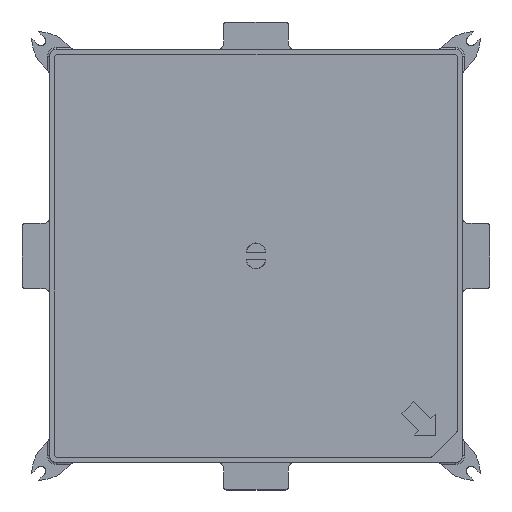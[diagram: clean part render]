
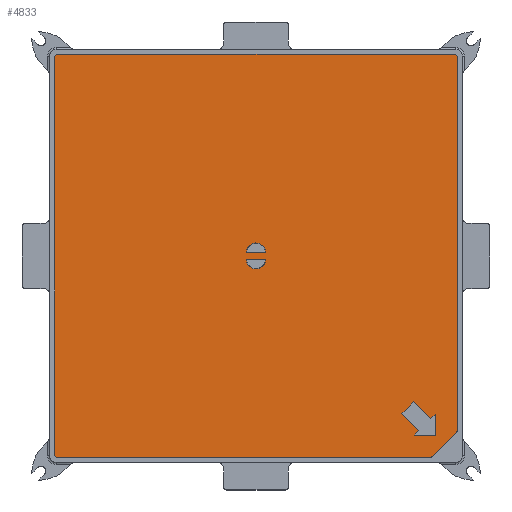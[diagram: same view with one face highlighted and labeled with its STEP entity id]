
A CAD part, top view. The second image highlights one B-rep face of the part: STEP entity #4833.
In plain terms, the highlighted planar face has unit normal (0, 0, 1).
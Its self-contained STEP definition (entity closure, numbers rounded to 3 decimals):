
#4302=CARTESIAN_POINT('',(-15.0,-5.0,30.0));
#4303=VERTEX_POINT('',#4302);
#4311=CARTESIAN_POINT('',(15.0,-5.0,30.0));
#4312=VERTEX_POINT('',#4311);
#4313=CARTESIAN_POINT('',(0.,-5.0,30.0));
#4314=DIRECTION('',(0.0,0.0,-1.0));
#4315=DIRECTION('',(0.0,-1.0,0.0));
#4316=AXIS2_PLACEMENT_3D('',#4313,#4314,#4315);
#4317=CIRCLE('',#4316,15.);
#4318=EDGE_CURVE('',#4312,#4303,#4317,.T.);
#4360=CARTESIAN_POINT('',(15.0,5.0,30.0));
#4361=VERTEX_POINT('',#4360);
#4369=CARTESIAN_POINT('',(-15.0,5.0,30.0));
#4370=VERTEX_POINT('',#4369);
#4371=CARTESIAN_POINT('',(0.,5.0,30.0));
#4372=DIRECTION('',(0.0,0.0,-1.0));
#4373=DIRECTION('',(0.0,1.0,0.0));
#4374=AXIS2_PLACEMENT_3D('',#4371,#4372,#4373);
#4375=CIRCLE('',#4374,15.);
#4376=EDGE_CURVE('',#4370,#4361,#4375,.T.);
#4404=CARTESIAN_POINT('',(-310.,267.756,30.0));
#4405=VERTEX_POINT('',#4404);
#4412=CARTESIAN_POINT('',(-308.536,271.292,30.0));
#4413=VERTEX_POINT('',#4412);
#4414=CARTESIAN_POINT('',(-305.,267.756,30.0));
#4415=DIRECTION('',(0.0,0.0,-1.0));
#4416=DIRECTION('',(-0.924,0.383,0.0));
#4417=AXIS2_PLACEMENT_3D('',#4414,#4415,#4416);
#4418=CIRCLE('',#4417,5.);
#4419=EDGE_CURVE('',#4405,#4413,#4418,.T.);
#4444=CARTESIAN_POINT('',(-310.,-305.0,30.0));
#4445=VERTEX_POINT('',#4444);
#4452=CARTESIAN_POINT('',(-310.,267.756,30.0));
#4453=DIRECTION('',(0.0,-1.0,0.0));
#4454=VECTOR('',#4453,572.756);
#4455=LINE('',#4452,#4454);
#4456=EDGE_CURVE('',#4405,#4445,#4455,.T.);
#4648=CARTESIAN_POINT('',(-271.292,308.536,30.0));
#4649=VERTEX_POINT('',#4648);
#4650=CARTESIAN_POINT('',(-267.756,310.0,30.0));
#4651=VERTEX_POINT('',#4650);
#4652=CARTESIAN_POINT('',(-267.756,305.0,30.0));
#4653=DIRECTION('',(0.0,0.0,-1.0));
#4654=DIRECTION('',(-0.383,0.924,0.0));
#4655=AXIS2_PLACEMENT_3D('',#4652,#4653,#4654);
#4656=CIRCLE('',#4655,5.0);
#4657=EDGE_CURVE('',#4649,#4651,#4656,.T.);
#4681=CARTESIAN_POINT('',(305.,310.,30.0));
#4682=VERTEX_POINT('',#4681);
#4683=CARTESIAN_POINT('',(305.,310.,30.0));
#4684=DIRECTION('',(-1.0,0.0,0.0));
#4685=VECTOR('',#4684,572.756);
#4686=LINE('',#4683,#4685);
#4687=EDGE_CURVE('',#4682,#4651,#4686,.T.);
#4699=CARTESIAN_POINT('',(0.,0.,30.0));
#4700=DIRECTION('',(0.0,0.0,1.0));
#4701=DIRECTION('',(1.0,0.0,0.0));
#4702=AXIS2_PLACEMENT_3D('',#4699,#4700,#4701);
#4703=PLANE('',#4702);
#4704=ORIENTED_EDGE('',*,*,#4419,.F.);
#4705=ORIENTED_EDGE('',*,*,#4456,.T.);
#4706=CARTESIAN_POINT('',(-305.,-310.0,30.0));
#4707=VERTEX_POINT('',#4706);
#4708=CARTESIAN_POINT('',(-305.,-305.0,30.0));
#4709=DIRECTION('',(0.0,0.0,-1.0));
#4710=DIRECTION('',(-0.707,-0.707,0.0));
#4711=AXIS2_PLACEMENT_3D('',#4708,#4709,#4710);
#4712=CIRCLE('',#4711,5.);
#4713=EDGE_CURVE('',#4707,#4445,#4712,.T.);
#4714=ORIENTED_EDGE('',*,*,#4713,.F.);
#4715=CARTESIAN_POINT('',(305.,-310.,30.0));
#4716=VERTEX_POINT('',#4715);
#4717=CARTESIAN_POINT('',(-305.,-310.0,30.0));
#4718=DIRECTION('',(1.0,0.0,0.0));
#4719=VECTOR('',#4718,610.);
#4720=LINE('',#4717,#4719);
#4721=EDGE_CURVE('',#4707,#4716,#4720,.T.);
#4722=ORIENTED_EDGE('',*,*,#4721,.T.);
#4723=CARTESIAN_POINT('',(310.,-305.0,30.0));
#4724=VERTEX_POINT('',#4723);
#4725=CARTESIAN_POINT('',(305.,-305.0,30.0));
#4726=DIRECTION('',(0.0,0.0,-1.0));
#4727=DIRECTION('',(0.707,-0.707,0.0));
#4728=AXIS2_PLACEMENT_3D('',#4725,#4726,#4727);
#4729=CIRCLE('',#4728,5.);
#4730=EDGE_CURVE('',#4724,#4716,#4729,.T.);
#4731=ORIENTED_EDGE('',*,*,#4730,.F.);
#4732=CARTESIAN_POINT('',(310.,305.,30.0));
#4733=VERTEX_POINT('',#4732);
#4734=CARTESIAN_POINT('',(310.,-305.0,30.0));
#4735=DIRECTION('',(0.0,1.0,0.0));
#4736=VECTOR('',#4735,610.0);
#4737=LINE('',#4734,#4736);
#4738=EDGE_CURVE('',#4724,#4733,#4737,.T.);
#4739=ORIENTED_EDGE('',*,*,#4738,.T.);
#4740=CARTESIAN_POINT('',(305.,305.,30.0));
#4741=DIRECTION('',(0.0,0.0,-1.0));
#4742=DIRECTION('',(0.707,0.707,0.0));
#4743=AXIS2_PLACEMENT_3D('',#4740,#4741,#4742);
#4744=CIRCLE('',#4743,5.);
#4745=EDGE_CURVE('',#4682,#4733,#4744,.T.);
#4746=ORIENTED_EDGE('',*,*,#4745,.F.);
#4747=ORIENTED_EDGE('',*,*,#4687,.T.);
#4748=ORIENTED_EDGE('',*,*,#4657,.F.);
#4749=CARTESIAN_POINT('',(-271.292,308.536,30.0));
#4750=DIRECTION('',(-0.707,-0.707,0.0));
#4751=VECTOR('',#4750,52.67);
#4752=LINE('',#4749,#4751);
#4753=EDGE_CURVE('',#4649,#4413,#4752,.T.);
#4754=ORIENTED_EDGE('',*,*,#4753,.T.);
#4755=EDGE_LOOP('',(#4704,#4705,#4714,#4722,#4731,#4739,#4746,#4747,#4748,#4754));
#4756=FACE_OUTER_BOUND('',#4755,.T.);
#4757=CARTESIAN_POINT('',(-275.772,275.772,30.0));
#4758=VERTEX_POINT('',#4757);
#4759=CARTESIAN_POINT('',(-243.245,275.772,30.0));
#4760=VERTEX_POINT('',#4759);
#4761=CARTESIAN_POINT('',(-275.772,275.772,30.0));
#4762=DIRECTION('',(1.0,0.0,0.0));
#4763=VECTOR('',#4762,32.527);
#4764=LINE('',#4761,#4763);
#4765=EDGE_CURVE('',#4758,#4760,#4764,.T.);
#4766=ORIENTED_EDGE('',*,*,#4765,.T.);
#4767=CARTESIAN_POINT('',(-250.669,268.347,30.0));
#4768=VERTEX_POINT('',#4767);
#4769=CARTESIAN_POINT('',(-243.245,275.772,30.0));
#4770=DIRECTION('',(-0.707,-0.707,0.0));
#4771=VECTOR('',#4770,10.5);
#4772=LINE('',#4769,#4771);
#4773=EDGE_CURVE('',#4760,#4768,#4772,.T.);
#4774=ORIENTED_EDGE('',*,*,#4773,.T.);
#4775=CARTESIAN_POINT('',(-224.506,242.184,30.0));
#4776=VERTEX_POINT('',#4775);
#4777=CARTESIAN_POINT('',(-250.669,268.347,30.0));
#4778=DIRECTION('',(0.707,-0.707,0.0));
#4779=VECTOR('',#4778,37.);
#4780=LINE('',#4777,#4779);
#4781=EDGE_CURVE('',#4768,#4776,#4780,.T.);
#4782=ORIENTED_EDGE('',*,*,#4781,.T.);
#4783=CARTESIAN_POINT('',(-242.184,224.506,30.0));
#4784=VERTEX_POINT('',#4783);
#4785=CARTESIAN_POINT('',(-224.506,242.184,30.0));
#4786=DIRECTION('',(-0.707,-0.707,0.0));
#4787=VECTOR('',#4786,25.0);
#4788=LINE('',#4785,#4787);
#4789=EDGE_CURVE('',#4776,#4784,#4788,.T.);
#4790=ORIENTED_EDGE('',*,*,#4789,.T.);
#4791=CARTESIAN_POINT('',(-268.347,250.669,30.0));
#4792=VERTEX_POINT('',#4791);
#4793=CARTESIAN_POINT('',(-242.184,224.506,30.0));
#4794=DIRECTION('',(-0.707,0.707,0.0));
#4795=VECTOR('',#4794,37.0);
#4796=LINE('',#4793,#4795);
#4797=EDGE_CURVE('',#4784,#4792,#4796,.T.);
#4798=ORIENTED_EDGE('',*,*,#4797,.T.);
#4799=CARTESIAN_POINT('',(-275.772,243.245,30.0));
#4800=VERTEX_POINT('',#4799);
#4801=CARTESIAN_POINT('',(-268.347,250.669,30.0));
#4802=DIRECTION('',(-0.707,-0.707,0.0));
#4803=VECTOR('',#4802,10.5);
#4804=LINE('',#4801,#4803);
#4805=EDGE_CURVE('',#4792,#4800,#4804,.T.);
#4806=ORIENTED_EDGE('',*,*,#4805,.T.);
#4807=CARTESIAN_POINT('',(-275.772,243.245,30.0));
#4808=DIRECTION('',(0.0,1.0,0.0));
#4809=VECTOR('',#4808,32.527);
#4810=LINE('',#4807,#4809);
#4811=EDGE_CURVE('',#4800,#4758,#4810,.T.);
#4812=ORIENTED_EDGE('',*,*,#4811,.T.);
#4813=EDGE_LOOP('',(#4766,#4774,#4782,#4790,#4798,#4806,#4812));
#4814=FACE_BOUND('',#4813,.T.);
#4815=ORIENTED_EDGE('',*,*,#4376,.T.);
#4816=CARTESIAN_POINT('',(15.0,5.0,30.0));
#4817=DIRECTION('',(-1.0,0.0,0.0));
#4818=VECTOR('',#4817,30.0);
#4819=LINE('',#4816,#4818);
#4820=EDGE_CURVE('',#4361,#4370,#4819,.T.);
#4821=ORIENTED_EDGE('',*,*,#4820,.T.);
#4822=EDGE_LOOP('',(#4815,#4821));
#4823=FACE_BOUND('',#4822,.T.);
#4824=CARTESIAN_POINT('',(-15.0,-5.0,30.0));
#4825=DIRECTION('',(1.0,0.0,0.0));
#4826=VECTOR('',#4825,30.0);
#4827=LINE('',#4824,#4826);
#4828=EDGE_CURVE('',#4303,#4312,#4827,.T.);
#4829=ORIENTED_EDGE('',*,*,#4828,.T.);
#4830=ORIENTED_EDGE('',*,*,#4318,.T.);
#4831=EDGE_LOOP('',(#4829,#4830));
#4832=FACE_BOUND('',#4831,.T.);
#4833=ADVANCED_FACE('',(#4756,#4814,#4823,#4832),#4703,.T.);
